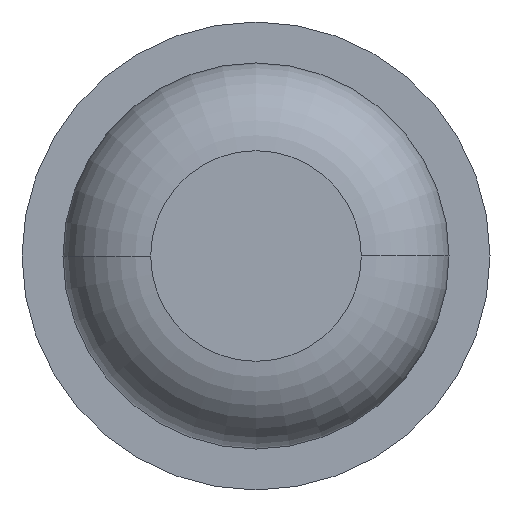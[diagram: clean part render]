
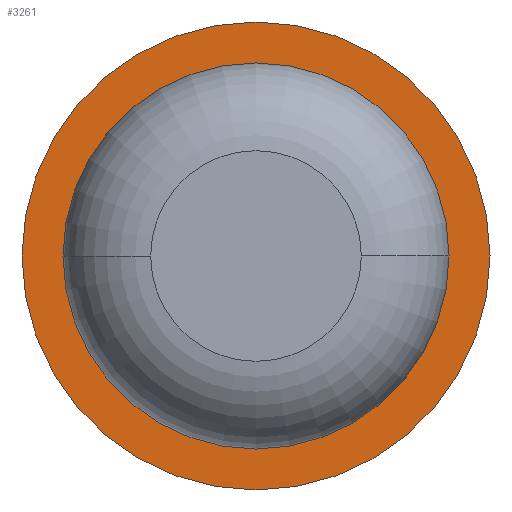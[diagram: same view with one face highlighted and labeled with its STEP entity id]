
A CAD part, front view. The second image highlights one B-rep face of the part: STEP entity #3261.
In plain terms, the highlighted planar face has unit normal (0, -1, 0).
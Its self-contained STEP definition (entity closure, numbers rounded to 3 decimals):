
#185 = EDGE_CURVE ( 'Defeature ausgef�hrt1_5+Defeature ausgef�hrt1_0+Defeature ausgef�hrt1_0+Defeature ausgef�hrt1_0', #2646, #3957, #3740, .T. ) ;
#210 = CARTESIAN_POINT ( 'NONE',  ( 1., -6., 0. ) ) ;
#297 = DIRECTION ( 'NONE',  ( -1., 0., 0. ) ) ;
#373 = VERTEX_POINT ( 'NONE', #210 ) ;
#384 = DIRECTION ( 'NONE',  ( -1., 0., 0. ) ) ;
#394 = EDGE_CURVE ( 'Defeature ausgef�hrt1_5+Defeature ausgef�hrt1_0+Defeature ausgef�hrt1_0+Defeature ausgef�hrt1_0', #3957, #2646, #3274, .T. ) ;
#433 = CARTESIAN_POINT ( 'NONE',  ( 0.825, -6., 0. ) ) ;
#547 = AXIS2_PLACEMENT_3D ( 'NONE', #2835, #2524, #384 ) ;
#584 = CIRCLE ( 'NONE', #547, 1. ) ;
#600 = EDGE_CURVE ( 'Defeature ausgef�hrt1_6+Defeature ausgef�hrt1_5+Defeature ausgef�hrt1_5+Defeature ausgef�hrt1_5', #3975, #373, #584, .T. ) ;
#661 = ORIENTED_EDGE ( 'NONE', *, *, #394, .T. ) ;
#799 = DIRECTION ( 'NONE',  ( 0., 1., 0. ) ) ;
#901 = EDGE_LOOP ( 'NONE', ( #2907, #1043 ) ) ;
#983 = EDGE_LOOP ( 'NONE', ( #3898, #661 ) ) ;
#1024 = DIRECTION ( 'NONE',  ( 0., 1., 0. ) ) ;
#1043 = ORIENTED_EDGE ( 'NONE', *, *, #3579, .F. ) ;
#1171 = DIRECTION ( 'NONE',  ( 0., 1., 0. ) ) ;
#1215 = CARTESIAN_POINT ( 'NONE',  ( -0.825, -6., 0. ) ) ;
#1413 = DIRECTION ( 'NONE',  ( -1., 0., 0. ) ) ;
#1494 = DIRECTION ( 'NONE',  ( -1., 0., 0. ) ) ;
#1573 = FACE_BOUND ( 'NONE', #983, .T. ) ;
#1599 = AXIS2_PLACEMENT_3D ( 'NONE', #433, #1024, #2226 ) ;
#1764 = CIRCLE ( 'NONE', #2625, 1. ) ;
#1865 = AXIS2_PLACEMENT_3D ( 'NONE', #3052, #1171, #1494 ) ;
#2226 = DIRECTION ( 'NONE',  ( -1., 0., 0. ) ) ;
#2272 = PLANE ( 'NONE',  #1599 ) ;
#2292 = FACE_OUTER_BOUND ( 'NONE', #901, .T. ) ;
#2524 = DIRECTION ( 'NONE',  ( 0., 1., 0. ) ) ;
#2625 = AXIS2_PLACEMENT_3D ( 'NONE', #3427, #4040, #297 ) ;
#2644 = CARTESIAN_POINT ( 'NONE',  ( 0.825, -6., 0. ) ) ;
#2646 = VERTEX_POINT ( 'NONE', #1215 ) ;
#2723 = CARTESIAN_POINT ( 'NONE',  ( -1., -6., 0. ) ) ;
#2835 = CARTESIAN_POINT ( 'NONE',  ( 0., -6., 0. ) ) ;
#2907 = ORIENTED_EDGE ( 'NONE', *, *, #600, .F. ) ;
#3052 = CARTESIAN_POINT ( 'NONE',  ( 0., -6., 0. ) ) ;
#3261 = ADVANCED_FACE ( 'Defeature ausgef�hrt1_5', ( #2292, #1573 ), #2272, .F. ) ;
#3274 = CIRCLE ( 'NONE', #1865, 0.825 ) ;
#3325 = CARTESIAN_POINT ( 'NONE',  ( 0., -6., 0. ) ) ;
#3427 = CARTESIAN_POINT ( 'NONE',  ( 0., -6., 0. ) ) ;
#3513 = AXIS2_PLACEMENT_3D ( 'NONE', #3325, #799, #1413 ) ;
#3579 = EDGE_CURVE ( 'Defeature ausgef�hrt1_6+Defeature ausgef�hrt1_5+Defeature ausgef�hrt1_5+Defeature ausgef�hrt1_5', #373, #3975, #1764, .T. ) ;
#3740 = CIRCLE ( 'NONE', #3513, 0.825 ) ;
#3898 = ORIENTED_EDGE ( 'NONE', *, *, #185, .T. ) ;
#3957 = VERTEX_POINT ( 'NONE', #2644 ) ;
#3975 = VERTEX_POINT ( 'NONE', #2723 ) ;
#4040 = DIRECTION ( 'NONE',  ( 0., 1., 0. ) ) ;
